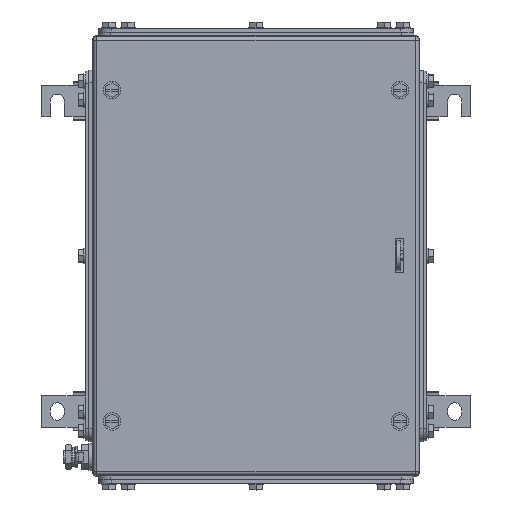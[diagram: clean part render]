
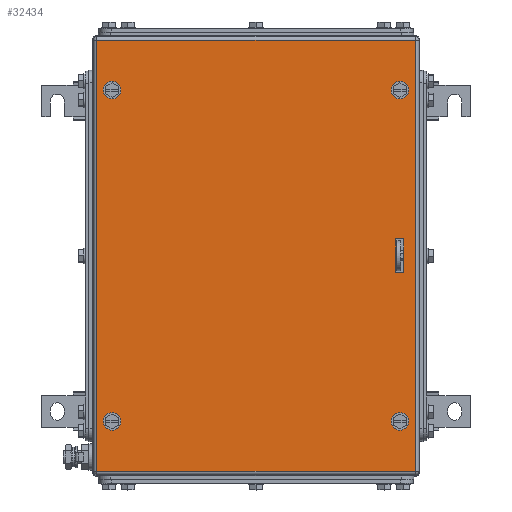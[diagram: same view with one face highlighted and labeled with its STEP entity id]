
A CAD part, top view. The second image highlights one B-rep face of the part: STEP entity #32434.
In plain terms, the highlighted planar face has unit normal (0, 0, 1).
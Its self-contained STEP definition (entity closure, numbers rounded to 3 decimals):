
#32274=AXIS2_PLACEMENT_3D('Circle Axis2P3D',#32272,#32273,$) ;
#32301=AXIS2_PLACEMENT_3D('Plane Axis2P3D',#32298,#32299,#32300) ;
#32339=AXIS2_PLACEMENT_3D('Circle Axis2P3D',#32337,#32338,$) ;
#32348=AXIS2_PLACEMENT_3D('Circle Axis2P3D',#32346,#32347,$) ;
#32357=AXIS2_PLACEMENT_3D('Circle Axis2P3D',#32355,#32356,$) ;
#32366=AXIS2_PLACEMENT_3D('Circle Axis2P3D',#32364,#32365,$) ;
#32375=AXIS2_PLACEMENT_3D('Circle Axis2P3D',#32373,#32374,$) ;
#32384=AXIS2_PLACEMENT_3D('Circle Axis2P3D',#32382,#32383,$) ;
#32393=AXIS2_PLACEMENT_3D('Circle Axis2P3D',#32391,#32392,$) ;
#32269=CARTESIAN_POINT('Vertex',(59.5,317.75,203.5)) ;
#32272=CARTESIAN_POINT('Axis2P3D Location',(56.,317.75,203.5)) ;
#32276=CARTESIAN_POINT('Vertex',(52.5,317.75,203.5)) ;
#32298=CARTESIAN_POINT('Axis2P3D Location',(170.5,186.,203.5)) ;
#32303=CARTESIAN_POINT('Line Origine',(170.5,357.5,203.5)) ;
#32307=CARTESIAN_POINT('Vertex',(297.,357.5,203.5)) ;
#32309=CARTESIAN_POINT('Vertex',(44.,357.5,203.5)) ;
#32312=CARTESIAN_POINT('Line Origine',(44.,186.,203.5)) ;
#32316=CARTESIAN_POINT('Vertex',(44.,14.5,203.5)) ;
#32319=CARTESIAN_POINT('Line Origine',(170.5,14.5,203.5)) ;
#32323=CARTESIAN_POINT('Vertex',(297.,14.5,203.5)) ;
#32326=CARTESIAN_POINT('Line Origine',(297.,186.,203.5)) ;
#32337=CARTESIAN_POINT('Axis2P3D Location',(56.,317.75,203.5)) ;
#32346=CARTESIAN_POINT('Axis2P3D Location',(56.,54.25,203.5)) ;
#32350=CARTESIAN_POINT('Vertex',(52.5,54.25,203.5)) ;
#32352=CARTESIAN_POINT('Vertex',(59.5,54.25,203.5)) ;
#32355=CARTESIAN_POINT('Axis2P3D Location',(56.,54.25,203.5)) ;
#32364=CARTESIAN_POINT('Axis2P3D Location',(285.,54.25,203.5)) ;
#32368=CARTESIAN_POINT('Vertex',(288.5,54.25,203.5)) ;
#32370=CARTESIAN_POINT('Vertex',(281.5,54.25,203.5)) ;
#32373=CARTESIAN_POINT('Axis2P3D Location',(285.,54.25,203.5)) ;
#32382=CARTESIAN_POINT('Axis2P3D Location',(285.,317.75,203.5)) ;
#32386=CARTESIAN_POINT('Vertex',(288.5,317.75,203.5)) ;
#32388=CARTESIAN_POINT('Vertex',(281.5,317.75,203.5)) ;
#32391=CARTESIAN_POINT('Axis2P3D Location',(285.,317.75,203.5)) ;
#32400=CARTESIAN_POINT('Line Origine',(284.75,172.5,203.5)) ;
#32404=CARTESIAN_POINT('Vertex',(288.,172.5,203.5)) ;
#32406=CARTESIAN_POINT('Vertex',(281.5,172.5,203.5)) ;
#32409=CARTESIAN_POINT('Line Origine',(281.5,186.,203.5)) ;
#32413=CARTESIAN_POINT('Vertex',(281.5,199.5,203.5)) ;
#32416=CARTESIAN_POINT('Line Origine',(284.75,199.5,203.5)) ;
#32420=CARTESIAN_POINT('Vertex',(288.,199.5,203.5)) ;
#32423=CARTESIAN_POINT('Line Origine',(288.,186.,203.5)) ;
#32273=DIRECTION('Axis2P3D Direction',(0.,0.,1.)) ;
#32299=DIRECTION('Axis2P3D Direction',(0.,0.,1.)) ;
#32300=DIRECTION('Axis2P3D XDirection',(1.,0.,0.)) ;
#32304=DIRECTION('Vector Direction',(1.,0.,0.)) ;
#32313=DIRECTION('Vector Direction',(0.,-1.,0.)) ;
#32320=DIRECTION('Vector Direction',(1.,0.,0.)) ;
#32327=DIRECTION('Vector Direction',(0.,1.,0.)) ;
#32338=DIRECTION('Axis2P3D Direction',(0.,0.,1.)) ;
#32347=DIRECTION('Axis2P3D Direction',(0.,0.,1.)) ;
#32356=DIRECTION('Axis2P3D Direction',(0.,0.,1.)) ;
#32365=DIRECTION('Axis2P3D Direction',(0.,0.,1.)) ;
#32374=DIRECTION('Axis2P3D Direction',(0.,0.,1.)) ;
#32383=DIRECTION('Axis2P3D Direction',(0.,0.,1.)) ;
#32392=DIRECTION('Axis2P3D Direction',(0.,0.,1.)) ;
#32401=DIRECTION('Vector Direction',(-1.,0.,0.)) ;
#32410=DIRECTION('Vector Direction',(0.,1.,0.)) ;
#32417=DIRECTION('Vector Direction',(1.,0.,0.)) ;
#32424=DIRECTION('Vector Direction',(0.,-1.,0.)) ;
#32305=VECTOR('Line Direction',#32304,1.) ;
#32314=VECTOR('Line Direction',#32313,1.) ;
#32321=VECTOR('Line Direction',#32320,1.) ;
#32328=VECTOR('Line Direction',#32327,1.) ;
#32402=VECTOR('Line Direction',#32401,1.) ;
#32411=VECTOR('Line Direction',#32410,1.) ;
#32418=VECTOR('Line Direction',#32417,1.) ;
#32425=VECTOR('Line Direction',#32424,1.) ;
#32332=ORIENTED_EDGE('',*,*,#32311,.T.) ;
#32333=ORIENTED_EDGE('',*,*,#32318,.T.) ;
#32334=ORIENTED_EDGE('',*,*,#32325,.T.) ;
#32335=ORIENTED_EDGE('',*,*,#32330,.T.) ;
#32343=ORIENTED_EDGE('',*,*,#32341,.F.) ;
#32344=ORIENTED_EDGE('',*,*,#32278,.F.) ;
#32361=ORIENTED_EDGE('',*,*,#32354,.F.) ;
#32362=ORIENTED_EDGE('',*,*,#32359,.F.) ;
#32379=ORIENTED_EDGE('',*,*,#32372,.F.) ;
#32380=ORIENTED_EDGE('',*,*,#32377,.F.) ;
#32397=ORIENTED_EDGE('',*,*,#32390,.F.) ;
#32398=ORIENTED_EDGE('',*,*,#32395,.F.) ;
#32429=ORIENTED_EDGE('',*,*,#32408,.T.) ;
#32430=ORIENTED_EDGE('',*,*,#32415,.T.) ;
#32431=ORIENTED_EDGE('',*,*,#32422,.T.) ;
#32432=ORIENTED_EDGE('',*,*,#32427,.T.) ;
#32345=FACE_BOUND('',#32342,.T.) ;
#32363=FACE_BOUND('',#32360,.T.) ;
#32381=FACE_BOUND('',#32378,.T.) ;
#32399=FACE_BOUND('',#32396,.T.) ;
#32433=FACE_BOUND('',#32428,.T.) ;
#32434=ADVANCED_FACE('ZUB_KTB_MH_352620_4GP_AllCATPart.1\\ZUB_DE_KTB_MH_350x260.1\\DE_KTB_MH_PART_MASTER.2\\Koerper.2',(#32336,#32345,#32363,#32381,#32399,#32433),#32302,.T.) ;
#32275=CIRCLE('generated circle',#32274,3.5) ;
#32340=CIRCLE('generated circle',#32339,3.5) ;
#32349=CIRCLE('generated circle',#32348,3.5) ;
#32358=CIRCLE('generated circle',#32357,3.5) ;
#32367=CIRCLE('generated circle',#32366,3.5) ;
#32376=CIRCLE('generated circle',#32375,3.5) ;
#32385=CIRCLE('generated circle',#32384,3.5) ;
#32394=CIRCLE('generated circle',#32393,3.5) ;
#32278=EDGE_CURVE('',#32270,#32277,#32275,.T.) ;
#32311=EDGE_CURVE('',#32308,#32310,#32306,.F.) ;
#32318=EDGE_CURVE('',#32310,#32317,#32315,.T.) ;
#32325=EDGE_CURVE('',#32317,#32324,#32322,.T.) ;
#32330=EDGE_CURVE('',#32324,#32308,#32329,.T.) ;
#32341=EDGE_CURVE('',#32277,#32270,#32340,.T.) ;
#32354=EDGE_CURVE('',#32351,#32353,#32349,.T.) ;
#32359=EDGE_CURVE('',#32353,#32351,#32358,.T.) ;
#32372=EDGE_CURVE('',#32369,#32371,#32367,.T.) ;
#32377=EDGE_CURVE('',#32371,#32369,#32376,.T.) ;
#32390=EDGE_CURVE('',#32387,#32389,#32385,.T.) ;
#32395=EDGE_CURVE('',#32389,#32387,#32394,.T.) ;
#32408=EDGE_CURVE('',#32405,#32407,#32403,.T.) ;
#32415=EDGE_CURVE('',#32407,#32414,#32412,.T.) ;
#32422=EDGE_CURVE('',#32414,#32421,#32419,.T.) ;
#32427=EDGE_CURVE('',#32421,#32405,#32426,.T.) ;
#32331=EDGE_LOOP('',(#32332,#32333,#32334,#32335)) ;
#32342=EDGE_LOOP('',(#32343,#32344)) ;
#32360=EDGE_LOOP('',(#32361,#32362)) ;
#32378=EDGE_LOOP('',(#32379,#32380)) ;
#32396=EDGE_LOOP('',(#32397,#32398)) ;
#32428=EDGE_LOOP('',(#32429,#32430,#32431,#32432)) ;
#32336=FACE_OUTER_BOUND('',#32331,.T.) ;
#32306=LINE('Line',#32303,#32305) ;
#32315=LINE('Line',#32312,#32314) ;
#32322=LINE('Line',#32319,#32321) ;
#32329=LINE('Line',#32326,#32328) ;
#32403=LINE('Line',#32400,#32402) ;
#32412=LINE('Line',#32409,#32411) ;
#32419=LINE('Line',#32416,#32418) ;
#32426=LINE('Line',#32423,#32425) ;
#32302=PLANE('',#32301) ;
#32270=VERTEX_POINT('',#32269) ;
#32277=VERTEX_POINT('',#32276) ;
#32308=VERTEX_POINT('',#32307) ;
#32310=VERTEX_POINT('',#32309) ;
#32317=VERTEX_POINT('',#32316) ;
#32324=VERTEX_POINT('',#32323) ;
#32351=VERTEX_POINT('',#32350) ;
#32353=VERTEX_POINT('',#32352) ;
#32369=VERTEX_POINT('',#32368) ;
#32371=VERTEX_POINT('',#32370) ;
#32387=VERTEX_POINT('',#32386) ;
#32389=VERTEX_POINT('',#32388) ;
#32405=VERTEX_POINT('',#32404) ;
#32407=VERTEX_POINT('',#32406) ;
#32414=VERTEX_POINT('',#32413) ;
#32421=VERTEX_POINT('',#32420) ;
